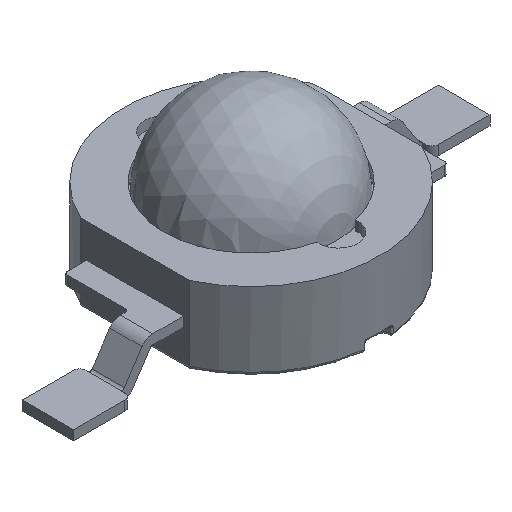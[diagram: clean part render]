
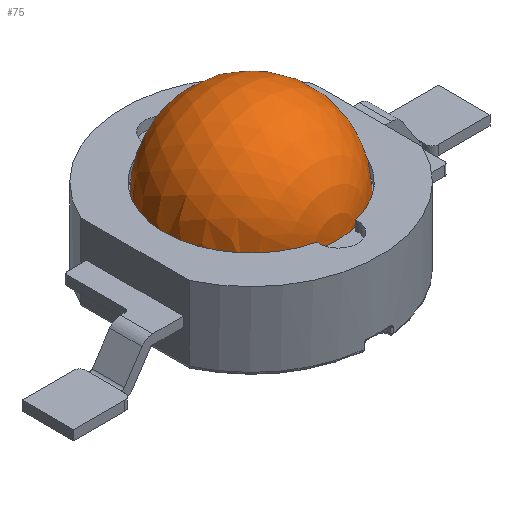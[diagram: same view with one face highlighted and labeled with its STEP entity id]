
A CAD part, isometric view. The second image highlights one B-rep face of the part: STEP entity #75.
In plain terms, the highlighted spherical face has radius 2.65 mm.
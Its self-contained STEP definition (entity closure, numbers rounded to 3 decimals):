
#52=CARTESIAN_POINT('Axis2P3D Location',(0.,0.,2.15)) ;
#57=CARTESIAN_POINT('Axis2P3D Location',(0.,0.,2.15)) ;
#61=CARTESIAN_POINT('Vertex',(0.,-2.65,2.15)) ;
#63=CARTESIAN_POINT('Vertex',(0.,2.65,2.15)) ;
#66=CARTESIAN_POINT('Axis2P3D Location',(0.,0.,2.15)) ;
#53=DIRECTION('Axis2P3D Direction',(0.,1.,0.)) ;
#54=DIRECTION('Axis2P3D XDirection',(-1.,0.,0.)) ;
#58=DIRECTION('Axis2P3D Direction',(0.,0.,1.)) ;
#67=DIRECTION('Axis2P3D Direction',(0.,0.,-1.)) ;
#55=AXIS2_PLACEMENT_3D('Sphere Axis2P3D',#52,#53,#54) ;
#59=AXIS2_PLACEMENT_3D('Circle Axis2P3D',#57,#58,$) ;
#68=AXIS2_PLACEMENT_3D('Circle Axis2P3D',#66,#67,$) ;
#72=ORIENTED_EDGE('',*,*,#65,.T.) ;
#73=ORIENTED_EDGE('',*,*,#70,.F.) ;
#75=ADVANCED_FACE('PartBody',(#74),#56,.T.) ;
#60=CIRCLE('generated circle',#59,2.65) ;
#69=CIRCLE('generated circle',#68,2.65) ;
#65=EDGE_CURVE('',#62,#64,#60,.T.) ;
#70=EDGE_CURVE('',#62,#64,#69,.T.) ;
#71=EDGE_LOOP('',(#72,#73)) ;
#74=FACE_OUTER_BOUND('',#71,.T.) ;
#56=SPHERICAL_SURFACE('',#55,2.65) ;
#62=VERTEX_POINT('',#61) ;
#64=VERTEX_POINT('',#63) ;
